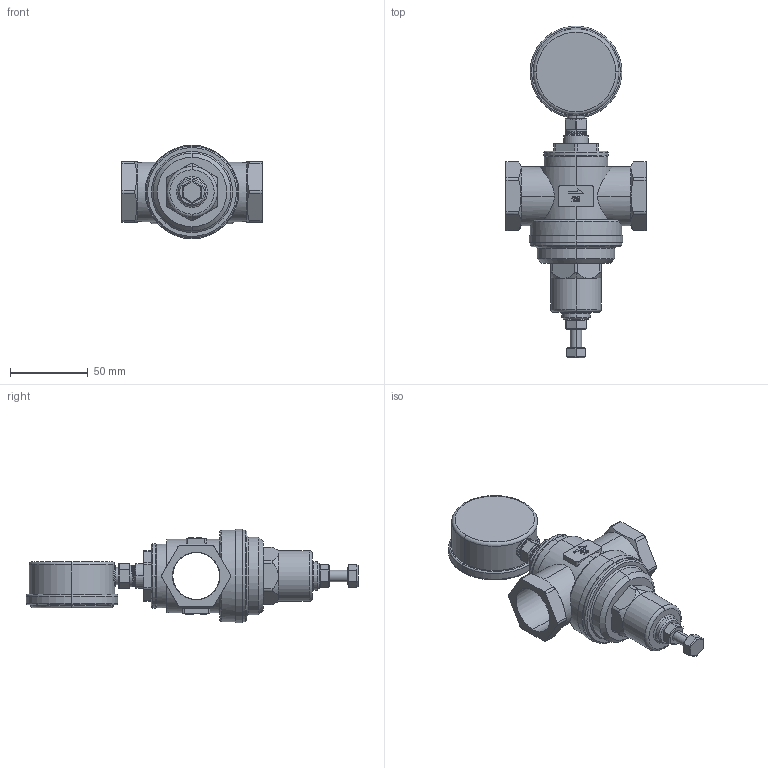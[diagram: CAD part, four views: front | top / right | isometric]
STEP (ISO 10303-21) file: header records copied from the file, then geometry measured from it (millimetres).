
FILE_DESCRIPTION (( 'STEP AP203' ), '1' );
FILE_NAME ('RET-25.STEP', '2024-04-19T07:51:34', ( '' ), ( '' ), 'SwSTEP 2.0', 'SolidWorks 2023', '' );
FILE_SCHEMA (( 'CONFIG_CONTROL_DESIGN' ));
Length unit declared in the file: millimetre
Products named in the file (1): RET-25
Bounding box: 90 x 213.1 x 60 mm (x, y, z)
Volume: 159531.5 mm3; surface area: 73127.4 mm2
Topology: 9 solids, 9 shells, 552 faces, 1383 edges, 883 vertices
Faces by surface type: plane 257, cylinder 177, cone 47, bspline 40, torus 19, sphere 12
Entity records: 23220 total; most frequent: CARTESIAN_POINT 10435, ORIENTED_EDGE 2754, DIRECTION 2450, EDGE_CURVE 1377, VERTEX_POINT 881, AXIS2_PLACEMENT_3D 843, LINE 764, VECTOR 764
